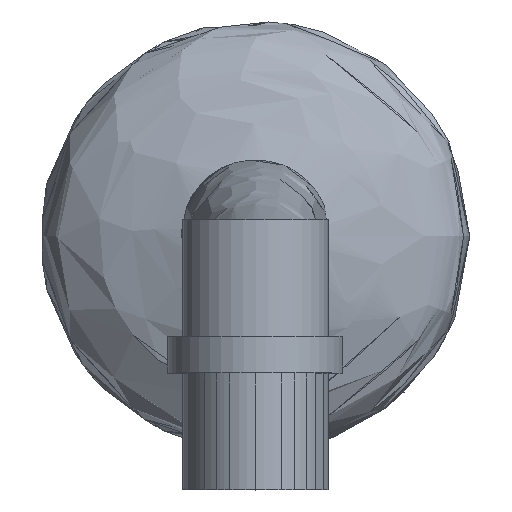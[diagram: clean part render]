
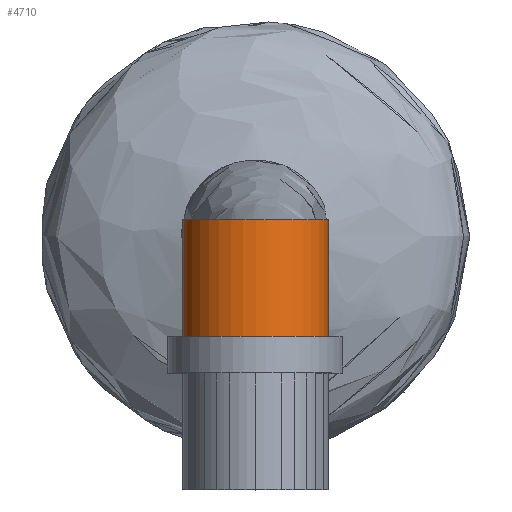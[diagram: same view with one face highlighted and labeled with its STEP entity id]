
A CAD part, top view. The second image highlights one B-rep face of the part: STEP entity #4710.
In plain terms, the highlighted free-form (B-spline) face has degree [2, 1] with [9, 2] control points.
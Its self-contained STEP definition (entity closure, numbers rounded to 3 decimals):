
#4250 = CARTESIAN_POINT ('', (5., -7., 70.));
#4260 = VERTEX_POINT ('', #4250);
#4270 = CARTESIAN_POINT ('', (5., 1., 70.));
#4280 = VERTEX_POINT ('', #4270);
#4290 = CARTESIAN_POINT ('', (5., -7., 70.));
#4300 = DIRECTION ('', (0., 8., 0.));
#4310 = VECTOR ('', #4300, 8.);
#4320 = LINE ('', #4290, #4310);
#4330 = EDGE_CURVE ('', #4260, #4280, #4320, .T.);
#4340 = ORIENTED_EDGE ('', *, *, #4330, .F.);
#4350 = CARTESIAN_POINT ('', (0., -7., 70.));
#4360 = DIRECTION ('', (0., 1., 0.));
#4370 = DIRECTION ('', (1., 0., 0.));
#4380 = AXIS2_PLACEMENT_3D ('', #4350, #4360, #4370);
#4390 = CIRCLE ('', #4380, 5.);
#4400 = EDGE_CURVE ('', #4260, #4260, #4390, .T.);
#4410 = ORIENTED_EDGE ('', *, *, #4400, .T.);
#4420 = ORIENTED_EDGE ('', *, *, #4330, .T.);
#4430 = CARTESIAN_POINT ('', (0., 1., 70.));
#4440 = DIRECTION ('', (0., 1., 0.));
#4450 = DIRECTION ('', (1., 0., 0.));
#4460 = AXIS2_PLACEMENT_3D ('', #4430, #4440, #4450);
#4470 = CIRCLE ('', #4460, 5.);
#4480 = EDGE_CURVE ('', #4280, #4280, #4470, .T.);
#4490 = ORIENTED_EDGE ('', *, *, #4480, .F.);
#4500 = EDGE_LOOP ('', (#4340, #4410, #4420, #4490));
#4510 = FACE_OUTER_BOUND ('', #4500, .T.);
#4520 = CARTESIAN_POINT ('', (5., -7., 70.));
#4530 = CARTESIAN_POINT ('', (5., 1., 70.));
#4540 = CARTESIAN_POINT ('', (5., -7., 65.));
#4550 = CARTESIAN_POINT ('', (5., 1., 65.));
#4560 = CARTESIAN_POINT ('', (0., -7., 65.));
#4570 = CARTESIAN_POINT ('', (0., 1., 65.));
#4580 = CARTESIAN_POINT ('', (-5., -7., 65.));
#4590 = CARTESIAN_POINT ('', (-5., 1., 65.));
#4600 = CARTESIAN_POINT ('', (-5., -7., 70.));
#4610 = CARTESIAN_POINT ('', (-5., 1., 70.));
#4620 = CARTESIAN_POINT ('', (-5., -7., 75.));
#4630 = CARTESIAN_POINT ('', (-5., 1., 75.));
#4640 = CARTESIAN_POINT ('', (0., -7., 75.));
#4650 = CARTESIAN_POINT ('', (0., 1., 75.));
#4660 = CARTESIAN_POINT ('', (5., -7., 75.));
#4670 = CARTESIAN_POINT ('', (5., 1., 75.));
#4680 = CARTESIAN_POINT ('', (5., -7., 70.));
#4690 = CARTESIAN_POINT ('', (5., 1., 70.));
#4700 = (
   BOUNDED_SURFACE ()
   B_SPLINE_SURFACE (2, 1, ((#4520, #4530), (#4540, #4550), (#4560, #4570), (#4580, #4590), (#4600, #4610), (#4620, #4630), (#4640, #4650), (#4660, #4670), (#4680, #4690)), .UNSPECIFIED., .T., .F., .U.)
   B_SPLINE_SURFACE_WITH_KNOTS ((3, 2, 2, 2, 3), (2, 2), (0., 7.854, 15.708, 23.562, 31.416), (0., 8.), .UNSPECIFIED.)
   SURFACE ()
   GEOMETRIC_REPRESENTATION_ITEM ()
   RATIONAL_B_SPLINE_SURFACE (((1., 1.), (0.707, 0.707), (1., 1.), (0.707, 0.707), (1., 1.), (0.707, 0.707), (1., 1.), (0.707, 0.707), (1., 1.)))
   REPRESENTATION_ITEM ('')
);
#4710 = ADVANCED_FACE ('', (#4510), #4700, .T.);
